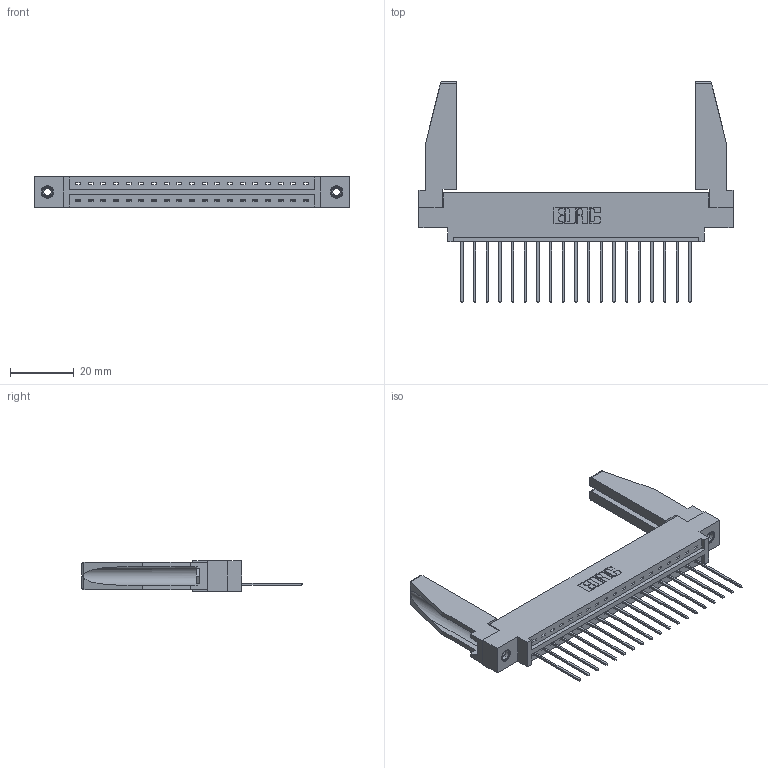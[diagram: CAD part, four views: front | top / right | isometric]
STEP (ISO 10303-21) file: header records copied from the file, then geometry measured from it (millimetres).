
FILE_DESCRIPTION (( 'STEP AP203' ), '1' );
FILE_NAME ('387-019-541-678.STEP', '2019-10-02T21:36:28', ( '' ), ( '' ), 'SwSTEP 2.0', 'SolidWorks 2016', '' );
FILE_SCHEMA (( 'CONFIG_CONTROL_DESIGN' ));
Length unit declared in the file: inch
Products named in the file (5): 307-220-078; 387-019-541-678; 345-250-001_345-250-001-102; 337 Part_0.170 Offset - 0.156 Dia-TI; 345-292-001_345-293-141
Assembly tree (24 placements, depth 2):
  387-019-541-678
    337 Part_0.170 Offset - 0.156 Dia-TI
    345-292-001_345-293-141  x19
    345-250-001_345-250-001-102  x2
    307-220-078  x2
Bounding box: 98.3 x 69.09 x 9.4 mm (x, y, z)
Volume: 13867.1 mm3; surface area: 14394.4 mm2
Topology: 24 solids, 24 shells, 1426 faces, 4225 edges, 2782 vertices
Faces by surface type: plane 1032, cylinder 378, cone 12, torus 4
Entity records: 19688 total; most frequent: CARTESIAN_POINT 3421, ORIENTED_EDGE 3332, DIRECTION 2936, EDGE_CURVE 1666, VECTOR 1500, LINE 1500, VERTEX_POINT 1104, AXIS2_PLACEMENT_3D 718
